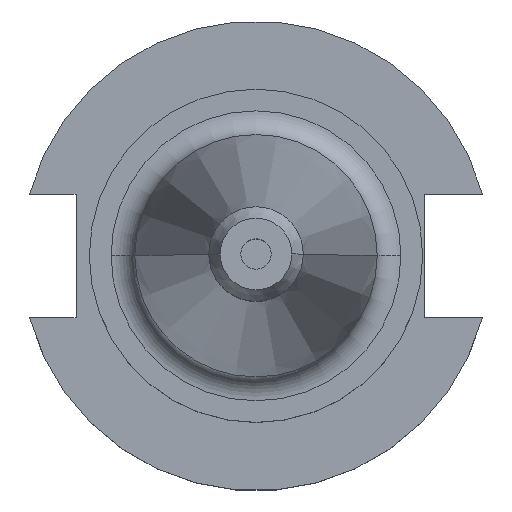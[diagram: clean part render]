
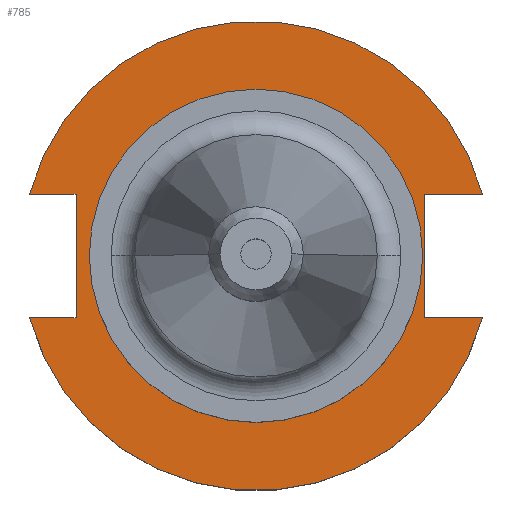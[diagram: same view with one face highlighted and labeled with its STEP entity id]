
A CAD part, top view. The second image highlights one B-rep face of the part: STEP entity #785.
In plain terms, the highlighted planar face has unit normal (0, 0, 1).
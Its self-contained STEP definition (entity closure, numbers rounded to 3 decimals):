
#15 = LINE ( 'NONE', #1579, #1341 ) ;
#40 = CIRCLE ( 'NONE', #339, 34.925 ) ;
#73 = CIRCLE ( 'NONE', #1725, 34.925 ) ;
#142 = ORIENTED_EDGE ( 'NONE', *, *, #307, .F. ) ;
#184 = AXIS2_PLACEMENT_3D ( 'NONE', #1308, #507, #1042 ) ;
#185 = LINE ( 'NONE', #1638, #1601 ) ;
#192 = EDGE_LOOP ( 'NONE', ( #241, #1207 ) ) ;
#201 = AXIS2_PLACEMENT_3D ( 'NONE', #1194, #578, #855 ) ;
#202 = CARTESIAN_POINT ( 'NONE',  ( -37.719, 12.954, 19.05 ) ) ;
#225 = ORIENTED_EDGE ( 'NONE', *, *, #1395, .T. ) ;
#241 = ORIENTED_EDGE ( 'NONE', *, *, #1606, .F. ) ;
#277 = AXIS2_PLACEMENT_3D ( 'NONE', #1349, #1478, #1717 ) ;
#304 = CARTESIAN_POINT ( 'NONE',  ( 47.477, -12.954, 19.05 ) ) ;
#307 = EDGE_CURVE ( 'NONE', #875, #1262, #723, .T. ) ;
#311 = CARTESIAN_POINT ( 'NONE',  ( 35.306, 12.954, 19.05 ) ) ;
#327 = CARTESIAN_POINT ( 'NONE',  ( 0., 0., 19.05 ) ) ;
#339 = AXIS2_PLACEMENT_3D ( 'NONE', #798, #386, #659 ) ;
#362 = CIRCLE ( 'NONE', #184, 49.212 ) ;
#386 = DIRECTION ( 'NONE',  ( 0., 0., 1. ) ) ;
#398 = EDGE_CURVE ( 'NONE', #1650, #875, #1259, .T. ) ;
#440 = ORIENTED_EDGE ( 'NONE', *, *, #1305, .F. ) ;
#449 = CIRCLE ( 'NONE', #201, 49.212 ) ;
#495 = CARTESIAN_POINT ( 'NONE',  ( 35.306, 12.954, 19.05 ) ) ;
#507 = DIRECTION ( 'NONE',  ( 0., 0., 1. ) ) ;
#578 = DIRECTION ( 'NONE',  ( 0., 0., 1. ) ) ;
#659 = DIRECTION ( 'NONE',  ( 1., 0., 0. ) ) ;
#678 = PLANE ( 'NONE',  #277 ) ;
#698 = ORIENTED_EDGE ( 'NONE', *, *, #398, .F. ) ;
#701 = DIRECTION ( 'NONE',  ( 1., 0., 0. ) ) ;
#723 = LINE ( 'NONE', #1095, #1702 ) ;
#785 = ADVANCED_FACE ( 'NONE', ( #1034, #1381 ), #678, .T. ) ;
#798 = CARTESIAN_POINT ( 'NONE',  ( 0., 0., 19.05 ) ) ;
#805 = EDGE_CURVE ( 'NONE', #1288, #1693, #15, .T. ) ;
#828 = CARTESIAN_POINT ( 'NONE',  ( -37.719, 12.954, 19.05 ) ) ;
#833 = DIRECTION ( 'NONE',  ( -1., 0., 0. ) ) ;
#844 = CARTESIAN_POINT ( 'NONE',  ( -63.719, -12.954, 19.05 ) ) ;
#855 = DIRECTION ( 'NONE',  ( 1., 0., 0. ) ) ;
#869 = CARTESIAN_POINT ( 'NONE',  ( -47.477, -12.954, 19.05 ) ) ;
#875 = VERTEX_POINT ( 'NONE', #828 ) ;
#909 = VECTOR ( 'NONE', #1024, 1000. ) ;
#940 = CARTESIAN_POINT ( 'NONE',  ( -47.477, 12.954, 19.05 ) ) ;
#1001 = EDGE_CURVE ( 'NONE', #1435, #1448, #362, .T. ) ;
#1021 = LINE ( 'NONE', #844, #1646 ) ;
#1024 = DIRECTION ( 'NONE',  ( 0., 1., 0. ) ) ;
#1026 = DIRECTION ( 'NONE',  ( 0., -1., 0. ) ) ;
#1034 = FACE_BOUND ( 'NONE', #192, .T. ) ;
#1042 = DIRECTION ( 'NONE',  ( 1., 0., 0. ) ) ;
#1066 = VERTEX_POINT ( 'NONE', #1201 ) ;
#1077 = EDGE_CURVE ( 'NONE', #1554, #1288, #1179, .T. ) ;
#1095 = CARTESIAN_POINT ( 'NONE',  ( -63.719, 12.954, 19.05 ) ) ;
#1107 = ORIENTED_EDGE ( 'NONE', *, *, #805, .F. ) ;
#1140 = CARTESIAN_POINT ( 'NONE',  ( -37.719, -12.954, 19.05 ) ) ;
#1141 = DIRECTION ( 'NONE',  ( -1., 0., 0. ) ) ;
#1179 = LINE ( 'NONE', #495, #1526 ) ;
#1194 = CARTESIAN_POINT ( 'NONE',  ( 0., 0., 19.05 ) ) ;
#1201 = CARTESIAN_POINT ( 'NONE',  ( 34.925, 0., 19.05 ) ) ;
#1207 = ORIENTED_EDGE ( 'NONE', *, *, #1657, .F. ) ;
#1213 = ORIENTED_EDGE ( 'NONE', *, *, #1219, .F. ) ;
#1219 = EDGE_CURVE ( 'NONE', #1435, #1650, #1021, .T. ) ;
#1259 = LINE ( 'NONE', #202, #909 ) ;
#1262 = VERTEX_POINT ( 'NONE', #940 ) ;
#1270 = ORIENTED_EDGE ( 'NONE', *, *, #1077, .F. ) ;
#1288 = VERTEX_POINT ( 'NONE', #311 ) ;
#1305 = EDGE_CURVE ( 'NONE', #1693, #1448, #185, .T. ) ;
#1308 = CARTESIAN_POINT ( 'NONE',  ( 0., 0., 19.05 ) ) ;
#1341 = VECTOR ( 'NONE', #1026, 1000. ) ;
#1349 = CARTESIAN_POINT ( 'NONE',  ( 0., 49.212, 19.05 ) ) ;
#1381 = FACE_OUTER_BOUND ( 'NONE', #1662, .T. ) ;
#1395 = EDGE_CURVE ( 'NONE', #1554, #1262, #449, .T. ) ;
#1396 = DIRECTION ( 'NONE',  ( 1., 0., 0. ) ) ;
#1435 = VERTEX_POINT ( 'NONE', #869 ) ;
#1448 = VERTEX_POINT ( 'NONE', #304 ) ;
#1478 = DIRECTION ( 'NONE',  ( 0., 0., 1. ) ) ;
#1516 = DIRECTION ( 'NONE',  ( 1., 0., 0. ) ) ;
#1521 = VERTEX_POINT ( 'NONE', #1648 ) ;
#1526 = VECTOR ( 'NONE', #1141, 1000. ) ;
#1530 = CARTESIAN_POINT ( 'NONE',  ( 47.477, 12.954, 19.05 ) ) ;
#1554 = VERTEX_POINT ( 'NONE', #1530 ) ;
#1568 = ORIENTED_EDGE ( 'NONE', *, *, #1001, .T. ) ;
#1579 = CARTESIAN_POINT ( 'NONE',  ( 35.306, 12.954, 19.05 ) ) ;
#1594 = CARTESIAN_POINT ( 'NONE',  ( 35.306, -12.954, 19.05 ) ) ;
#1601 = VECTOR ( 'NONE', #701, 1000. ) ;
#1606 = EDGE_CURVE ( 'NONE', #1066, #1521, #73, .T. ) ;
#1638 = CARTESIAN_POINT ( 'NONE',  ( 35.306, -12.954, 19.05 ) ) ;
#1646 = VECTOR ( 'NONE', #1516, 1000. ) ;
#1648 = CARTESIAN_POINT ( 'NONE',  ( -34.925, 0., 19.05 ) ) ;
#1650 = VERTEX_POINT ( 'NONE', #1140 ) ;
#1657 = EDGE_CURVE ( 'NONE', #1521, #1066, #40, .T. ) ;
#1662 = EDGE_LOOP ( 'NONE', ( #1568, #440, #1107, #1270, #225, #142, #698, #1213 ) ) ;
#1665 = DIRECTION ( 'NONE',  ( 0., 0., 1. ) ) ;
#1693 = VERTEX_POINT ( 'NONE', #1594 ) ;
#1702 = VECTOR ( 'NONE', #833, 1000. ) ;
#1717 = DIRECTION ( 'NONE',  ( 1., 0., 0. ) ) ;
#1725 = AXIS2_PLACEMENT_3D ( 'NONE', #327, #1665, #1396 ) ;
